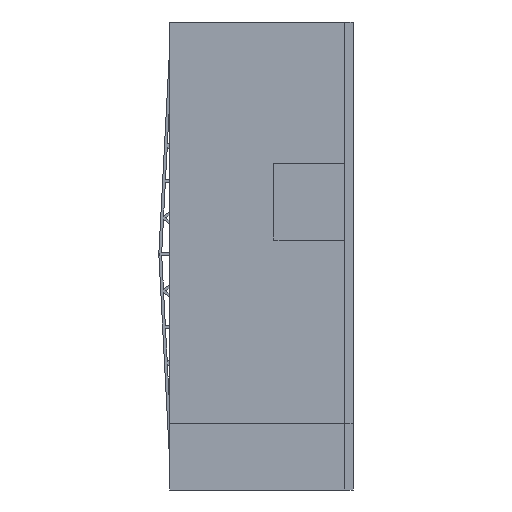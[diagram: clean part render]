
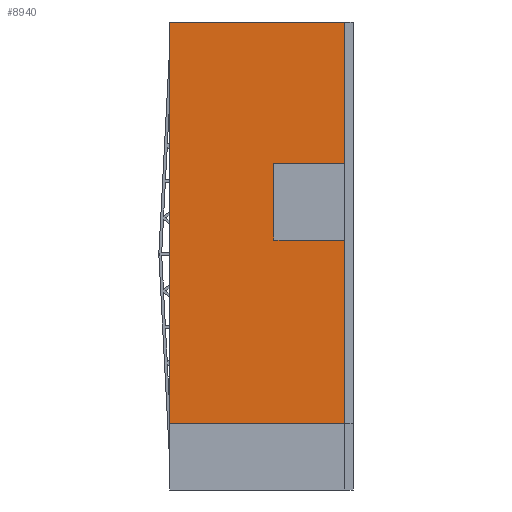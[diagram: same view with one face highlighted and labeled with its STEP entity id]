
A CAD part, left-side view. The second image highlights one B-rep face of the part: STEP entity #8940.
In plain terms, the highlighted planar face has unit normal (-1, 0, 0).
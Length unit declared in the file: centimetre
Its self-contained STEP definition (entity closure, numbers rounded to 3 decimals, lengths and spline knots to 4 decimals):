
#861=FACE_OUTER_BOUND('',#1367,.T.);
#1367=EDGE_LOOP('',(#6287,#6288,#6289,#6290,#6291,#6292,#6293,#6294));
#2052=LINE('',#12986,#3164);
#2054=LINE('',#12992,#3166);
#2057=LINE('',#12997,#3169);
#2059=LINE('',#13001,#3171);
#2065=LINE('',#13012,#3177);
#2075=LINE('',#13032,#3187);
#2076=LINE('',#13034,#3188);
#2077=LINE('',#13035,#3189);
#3164=VECTOR('',#10397,1.);
#3166=VECTOR('',#10401,1.);
#3169=VECTOR('',#10406,1.);
#3171=VECTOR('',#10410,1.);
#3177=VECTOR('',#10416,1.);
#3187=VECTOR('',#10428,1.);
#3188=VECTOR('',#10429,1.);
#3189=VECTOR('',#10430,1.);
#4226=VERTEX_POINT('',#12980);
#4228=VERTEX_POINT('',#12984);
#4229=VERTEX_POINT('',#12988);
#4231=VERTEX_POINT('',#12991);
#4233=VERTEX_POINT('',#13000);
#4238=VERTEX_POINT('',#13010);
#4247=VERTEX_POINT('',#13031);
#4248=VERTEX_POINT('',#13033);
#5037=EDGE_CURVE('',#4226,#4228,#2052,.T.);
#5039=EDGE_CURVE('',#4231,#4229,#2054,.T.);
#5042=EDGE_CURVE('',#4228,#4231,#2057,.T.);
#5044=EDGE_CURVE('',#4226,#4233,#2059,.T.);
#5050=EDGE_CURVE('',#4238,#4229,#2065,.T.);
#5060=EDGE_CURVE('',#4238,#4247,#2075,.T.);
#5061=EDGE_CURVE('',#4248,#4247,#2076,.T.);
#5062=EDGE_CURVE('',#4233,#4248,#2077,.T.);
#6287=ORIENTED_EDGE('',*,*,#5037,.T.);
#6288=ORIENTED_EDGE('',*,*,#5042,.T.);
#6289=ORIENTED_EDGE('',*,*,#5039,.T.);
#6290=ORIENTED_EDGE('',*,*,#5050,.F.);
#6291=ORIENTED_EDGE('',*,*,#5060,.T.);
#6292=ORIENTED_EDGE('',*,*,#5061,.F.);
#6293=ORIENTED_EDGE('',*,*,#5062,.F.);
#6294=ORIENTED_EDGE('',*,*,#5044,.F.);
#8471=PLANE('',#9488);
#8940=ADVANCED_FACE('',(#861),#8471,.T.);
#9488=AXIS2_PLACEMENT_3D('',#13030,#10426,#10427);
#10397=DIRECTION('',(0.,1.,0.));
#10401=DIRECTION('',(0.,-1.,0.));
#10406=DIRECTION('',(0.,0.,1.));
#10410=DIRECTION('',(0.,0.,-1.));
#10416=DIRECTION('',(0.,0.,-1.));
#10426=DIRECTION('center_axis',(-1.,0.,0.));
#10427=DIRECTION('ref_axis',(0.,0.,1.));
#10428=DIRECTION('',(0.,1.,0.));
#10429=DIRECTION('',(0.,0.,1.));
#10430=DIRECTION('',(0.,1.,0.));
#12980=CARTESIAN_POINT('',(0.,0.,-771.));
#12984=CARTESIAN_POINT('',(0.,250.,-771.));
#12986=CARTESIAN_POINT('',(0.,0.,-771.));
#12988=CARTESIAN_POINT('',(0.,0.,-500.));
#12991=CARTESIAN_POINT('',(0.,250.,-500.));
#12992=CARTESIAN_POINT('',(0.,0.,-500.));
#12997=CARTESIAN_POINT('',(0.,250.,-1027.75));
#13000=CARTESIAN_POINT('',(0.,0.,-1420.));
#13001=CARTESIAN_POINT('',(0.,0.,0.));
#13010=CARTESIAN_POINT('',(0.,0.,0.));
#13012=CARTESIAN_POINT('',(0.,0.,0.));
#13030=CARTESIAN_POINT('Origin',(0.,0.,-1420.));
#13031=CARTESIAN_POINT('',(0.,619.,0.));
#13032=CARTESIAN_POINT('',(0.,0.,0.));
#13033=CARTESIAN_POINT('',(0.,619.,-1420.));
#13034=CARTESIAN_POINT('',(0.,619.,0.));
#13035=CARTESIAN_POINT('',(0.,0.,-1420.));
